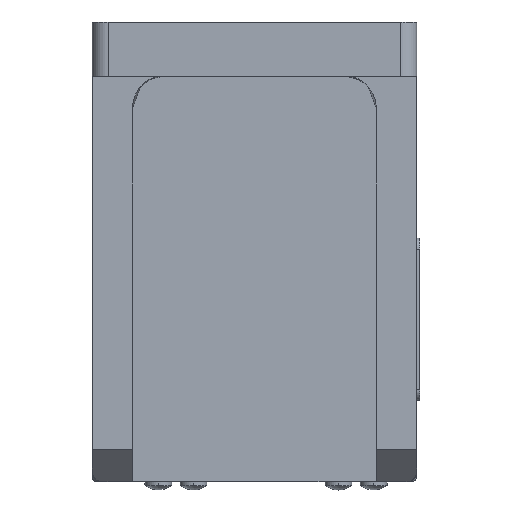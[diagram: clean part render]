
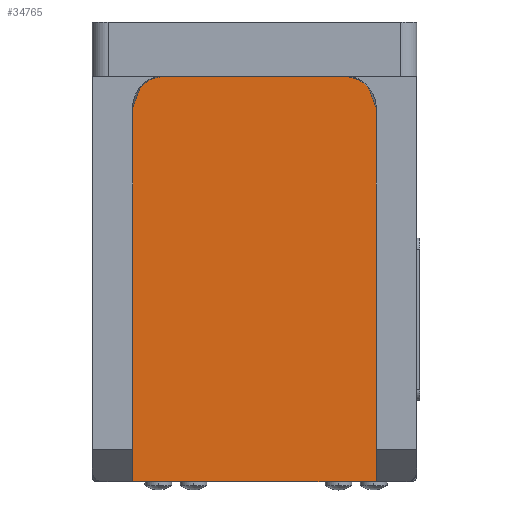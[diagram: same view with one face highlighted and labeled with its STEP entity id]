
A CAD part, front view. The second image highlights one B-rep face of the part: STEP entity #34765.
In plain terms, the highlighted face is planar.
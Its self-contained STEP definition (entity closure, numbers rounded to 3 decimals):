
#222 = PLANE ( 'NONE',  #11163 ) ;
#761 = FACE_OUTER_BOUND ( 'NONE', #14641, .T. ) ;
#1460 = DIRECTION ( 'NONE',  ( 0., 0., -1. ) ) ;
#1477 = VERTEX_POINT ( 'NONE', #12359 ) ;
#3098 = VECTOR ( 'NONE', #1460, 1000. ) ;
#3800 = EDGE_CURVE ( 'NONE', #25212, #16513, #28758, .T. ) ;
#5485 = CARTESIAN_POINT ( 'NONE',  ( -5., 16., -16.5 ) ) ;
#6494 = CIRCLE ( 'NONE', #11121, 6. ) ;
#6825 = CARTESIAN_POINT ( 'NONE',  ( -5., 16., -22.5 ) ) ;
#9162 = CIRCLE ( 'NONE', #21370, 6. ) ;
#9529 = CARTESIAN_POINT ( 'NONE',  ( -5., 16., 22.5 ) ) ;
#9683 = ORIENTED_EDGE ( 'NONE', *, *, #17657, .F. ) ;
#9846 = LINE ( 'NONE', #12577, #15757 ) ;
#11108 = ORIENTED_EDGE ( 'NONE', *, *, #3800, .F. ) ;
#11121 = AXIS2_PLACEMENT_3D ( 'NONE', #5485, #16558, #33301 ) ;
#11163 = AXIS2_PLACEMENT_3D ( 'NONE', #17488, #20040, #31314 ) ;
#11708 = LINE ( 'NONE', #14987, #25447 ) ;
#12359 = CARTESIAN_POINT ( 'NONE',  ( -5., 85., -22.5 ) ) ;
#12372 = CARTESIAN_POINT ( 'NONE',  ( -5., 10., 22.5 ) ) ;
#12577 = CARTESIAN_POINT ( 'NONE',  ( -5., 10., -22.5 ) ) ;
#13391 = EDGE_CURVE ( 'NONE', #33585, #1477, #11708, .T. ) ;
#14641 = EDGE_LOOP ( 'NONE', ( #9683, #14839, #11108, #16668, #28886, #35342 ) ) ;
#14774 = DIRECTION ( 'NONE',  ( 0., 1., 0. ) ) ;
#14839 = ORIENTED_EDGE ( 'NONE', *, *, #26049, .T. ) ;
#14987 = CARTESIAN_POINT ( 'NONE',  ( -5., 85., 22.5 ) ) ;
#15757 = VECTOR ( 'NONE', #14774, 1000. ) ;
#16041 = VERTEX_POINT ( 'NONE', #9529 ) ;
#16328 = CARTESIAN_POINT ( 'NONE',  ( -5., 16., 16.5 ) ) ;
#16513 = VERTEX_POINT ( 'NONE', #23847 ) ;
#16558 = DIRECTION ( 'NONE',  ( -1., 0., 0. ) ) ;
#16668 = ORIENTED_EDGE ( 'NONE', *, *, #24749, .T. ) ;
#17178 = DIRECTION ( 'NONE',  ( 0., 0., -1. ) ) ;
#17488 = CARTESIAN_POINT ( 'NONE',  ( -5., 10., 22.5 ) ) ;
#17657 = EDGE_CURVE ( 'NONE', #29302, #1477, #9846, .T. ) ;
#20040 = DIRECTION ( 'NONE',  ( 1., 0., 0. ) ) ;
#21370 = AXIS2_PLACEMENT_3D ( 'NONE', #16328, #35246, #30349 ) ;
#22826 = CARTESIAN_POINT ( 'NONE',  ( -5., 10., 16.5 ) ) ;
#22887 = LINE ( 'NONE', #27987, #29316 ) ;
#23124 = CARTESIAN_POINT ( 'NONE',  ( -5., 85., 22.5 ) ) ;
#23847 = CARTESIAN_POINT ( 'NONE',  ( -5., 10., -16.5 ) ) ;
#24749 = EDGE_CURVE ( 'NONE', #25212, #16041, #9162, .T. ) ;
#25212 = VERTEX_POINT ( 'NONE', #22826 ) ;
#25447 = VECTOR ( 'NONE', #17178, 1000. ) ;
#26049 = EDGE_CURVE ( 'NONE', #29302, #16513, #6494, .T. ) ;
#27987 = CARTESIAN_POINT ( 'NONE',  ( -5., 10., 22.5 ) ) ;
#28345 = DIRECTION ( 'NONE',  ( 0., 1., 0. ) ) ;
#28758 = LINE ( 'NONE', #12372, #3098 ) ;
#28886 = ORIENTED_EDGE ( 'NONE', *, *, #29945, .T. ) ;
#29302 = VERTEX_POINT ( 'NONE', #6825 ) ;
#29316 = VECTOR ( 'NONE', #28345, 1000. ) ;
#29945 = EDGE_CURVE ( 'NONE', #16041, #33585, #22887, .T. ) ;
#30349 = DIRECTION ( 'NONE',  ( 0., 1., 0. ) ) ;
#31314 = DIRECTION ( 'NONE',  ( 0., 1., 0. ) ) ;
#33301 = DIRECTION ( 'NONE',  ( 0., 1., 0. ) ) ;
#33585 = VERTEX_POINT ( 'NONE', #23124 ) ;
#34765 = ADVANCED_FACE ( 'NONE', ( #761 ), #222, .F. ) ;
#35246 = DIRECTION ( 'NONE',  ( -1., 0., 0. ) ) ;
#35342 = ORIENTED_EDGE ( 'NONE', *, *, #13391, .T. ) ;
